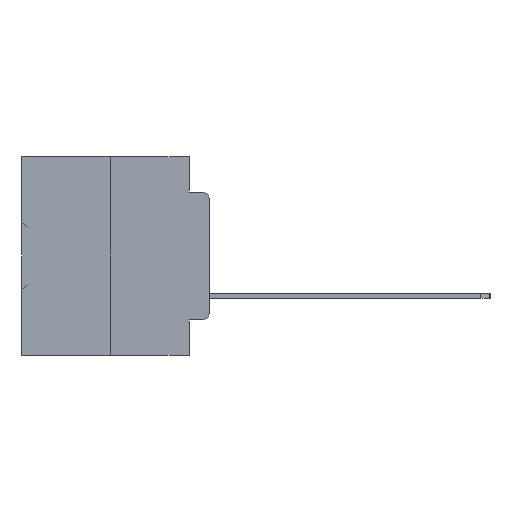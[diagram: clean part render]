
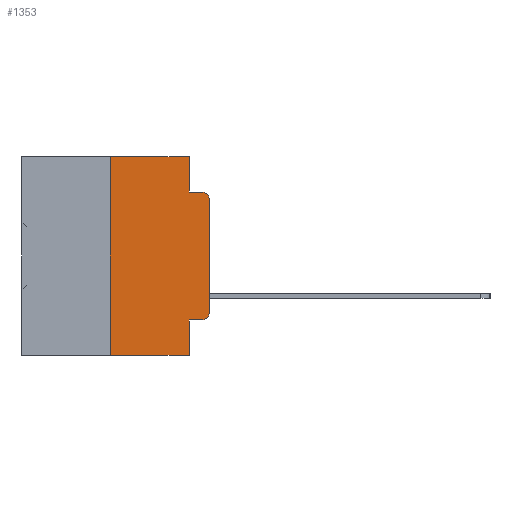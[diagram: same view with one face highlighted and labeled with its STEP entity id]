
A CAD part, left-side view. The second image highlights one B-rep face of the part: STEP entity #1353.
In plain terms, the highlighted planar face has unit normal (-1, 0, 0).
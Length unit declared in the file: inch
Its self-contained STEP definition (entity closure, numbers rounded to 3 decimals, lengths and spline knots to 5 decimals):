
#114 = ORIENTED_EDGE ( 'NONE', *, *, #10681, .T. ) ;
#876 = CARTESIAN_POINT ( 'NONE',  ( 0., 0., -0.3915 ) ) ;
#1269 = DIRECTION ( 'NONE',  ( 0., 0., 1. ) ) ;
#1353 = ADVANCED_FACE ( 'NONE', ( #25144 ), #15106, .F. ) ;
#2418 = DIRECTION ( 'NONE',  ( 0., 0., -1. ) ) ;
#2805 = EDGE_CURVE ( 'NONE', #32111, #20198, #8743, .T. ) ;
#2934 = CARTESIAN_POINT ( 'NONE',  ( 0., 0.473, 0. ) ) ;
#3039 = LINE ( 'NONE', #23981, #33624 ) ;
#3465 = VECTOR ( 'NONE', #10713, 39.37008 ) ;
#3549 = CARTESIAN_POINT ( 'NONE',  ( 0., 0.051, 0. ) ) ;
#4025 = EDGE_CURVE ( 'NONE', #20198, #5268, #35040, .T. ) ;
#4056 = VECTOR ( 'NONE', #6456, 39.37008 ) ;
#4168 = ORIENTED_EDGE ( 'NONE', *, *, #33646, .T. ) ;
#4504 = LINE ( 'NONE', #32414, #19103 ) ;
#4782 = VERTEX_POINT ( 'NONE', #19199 ) ;
#4798 = LINE ( 'NONE', #16880, #26922 ) ;
#5092 = ORIENTED_EDGE ( 'NONE', *, *, #31790, .F. ) ;
#5268 = VERTEX_POINT ( 'NONE', #15640 ) ;
#5556 = ORIENTED_EDGE ( 'NONE', *, *, #29428, .F. ) ;
#6087 = DIRECTION ( 'NONE',  ( 1., 0., 0. ) ) ;
#6295 = AXIS2_PLACEMENT_3D ( 'NONE', #10055, #30089, #13008 ) ;
#6456 = DIRECTION ( 'NONE',  ( 0., 0., -1. ) ) ;
#8000 = CARTESIAN_POINT ( 'NONE',  ( 0., 0.473, 0. ) ) ;
#8743 = CIRCLE ( 'NONE', #29699, 0.02 ) ;
#9084 = DIRECTION ( 'NONE',  ( 0., 0., -1. ) ) ;
#9735 = CARTESIAN_POINT ( 'NONE',  ( 0., 0.25, 0. ) ) ;
#10055 = CARTESIAN_POINT ( 'NONE',  ( 0., 0.02, -0.1085 ) ) ;
#10681 = EDGE_CURVE ( 'NONE', #4782, #32111, #4504, .T. ) ;
#10713 = DIRECTION ( 'NONE',  ( 0., -1., 0. ) ) ;
#11436 = VECTOR ( 'NONE', #1269, 39.37008 ) ;
#11512 = CARTESIAN_POINT ( 'NONE',  ( 0., 0.051, -0.5 ) ) ;
#11703 = VERTEX_POINT ( 'NONE', #34418 ) ;
#11956 = VECTOR ( 'NONE', #13944, 39.37008 ) ;
#12405 = DIRECTION ( 'NONE',  ( 0., -1., 0. ) ) ;
#12659 = EDGE_CURVE ( 'NONE', #4782, #22679, #4798, .T. ) ;
#13008 = DIRECTION ( 'NONE',  ( 0., 0., -1. ) ) ;
#13944 = DIRECTION ( 'NONE',  ( 0., -1., 0. ) ) ;
#14250 = ORIENTED_EDGE ( 'NONE', *, *, #4025, .T. ) ;
#14695 = VERTEX_POINT ( 'NONE', #35054 ) ;
#15106 = PLANE ( 'NONE',  #35081 ) ;
#15640 = CARTESIAN_POINT ( 'NONE',  ( 0., 0., -0.1085 ) ) ;
#16033 = VERTEX_POINT ( 'NONE', #20757 ) ;
#16292 = VERTEX_POINT ( 'NONE', #30558 ) ;
#16880 = CARTESIAN_POINT ( 'NONE',  ( 0., 0.051, 0. ) ) ;
#18448 = EDGE_CURVE ( 'NONE', #25417, #14695, #29692, .T. ) ;
#18485 = DIRECTION ( 'NONE',  ( 0., 0., 1. ) ) ;
#19103 = VECTOR ( 'NONE', #35202, 39.37008 ) ;
#19199 = CARTESIAN_POINT ( 'NONE',  ( 0., 0.051, -0.4115 ) ) ;
#19609 = DIRECTION ( 'NONE',  ( 0., 0., -1. ) ) ;
#19665 = CARTESIAN_POINT ( 'NONE',  ( 0., 0.25, -0.5 ) ) ;
#19871 = DIRECTION ( 'NONE',  ( -1., 0., 0. ) ) ;
#19879 = LINE ( 'NONE', #24977, #3465 ) ;
#20198 = VERTEX_POINT ( 'NONE', #876 ) ;
#20361 = VECTOR ( 'NONE', #18485, 39.37008 ) ;
#20445 = LINE ( 'NONE', #3549, #4056 ) ;
#20585 = ORIENTED_EDGE ( 'NONE', *, *, #31576, .T. ) ;
#20757 = CARTESIAN_POINT ( 'NONE',  ( 0., 0.051, 0. ) ) ;
#22238 = EDGE_CURVE ( 'NONE', #16033, #16292, #20445, .T. ) ;
#22360 = ORIENTED_EDGE ( 'NONE', *, *, #12659, .F. ) ;
#22679 = VERTEX_POINT ( 'NONE', #11512 ) ;
#22780 = ORIENTED_EDGE ( 'NONE', *, *, #18448, .F. ) ;
#23981 = CARTESIAN_POINT ( 'NONE',  ( 0., 0.473, -0.5 ) ) ;
#24038 = EDGE_LOOP ( 'NONE', ( #14250, #4168, #5092, #27685, #5556, #22780, #20585, #22360, #114, #31729 ) ) ;
#24977 = CARTESIAN_POINT ( 'NONE',  ( 0., 0.051, -0.0885 ) ) ;
#25144 = FACE_OUTER_BOUND ( 'NONE', #24038, .T. ) ;
#25417 = VERTEX_POINT ( 'NONE', #19665 ) ;
#26922 = VECTOR ( 'NONE', #19609, 39.37008 ) ;
#27158 = LINE ( 'NONE', #8000, #11956 ) ;
#27685 = ORIENTED_EDGE ( 'NONE', *, *, #22238, .F. ) ;
#28476 = CARTESIAN_POINT ( 'NONE',  ( 0., 0.02, -0.4115 ) ) ;
#29428 = EDGE_CURVE ( 'NONE', #14695, #16033, #27158, .T. ) ;
#29692 = LINE ( 'NONE', #9735, #20361 ) ;
#29699 = AXIS2_PLACEMENT_3D ( 'NONE', #36792, #19871, #2418 ) ;
#30040 = CARTESIAN_POINT ( 'NONE',  ( 0., 0., 0. ) ) ;
#30089 = DIRECTION ( 'NONE',  ( -1., 0., 0. ) ) ;
#30266 = CIRCLE ( 'NONE', #6295, 0.02 ) ;
#30558 = CARTESIAN_POINT ( 'NONE',  ( 0., 0.051, -0.0885 ) ) ;
#31576 = EDGE_CURVE ( 'NONE', #25417, #22679, #3039, .T. ) ;
#31729 = ORIENTED_EDGE ( 'NONE', *, *, #2805, .T. ) ;
#31790 = EDGE_CURVE ( 'NONE', #16292, #11703, #19879, .T. ) ;
#32111 = VERTEX_POINT ( 'NONE', #28476 ) ;
#32414 = CARTESIAN_POINT ( 'NONE',  ( 0., 0.051, -0.4115 ) ) ;
#33624 = VECTOR ( 'NONE', #12405, 39.37008 ) ;
#33646 = EDGE_CURVE ( 'NONE', #5268, #11703, #30266, .T. ) ;
#34418 = CARTESIAN_POINT ( 'NONE',  ( 0., 0.02, -0.0885 ) ) ;
#35040 = LINE ( 'NONE', #30040, #11436 ) ;
#35054 = CARTESIAN_POINT ( 'NONE',  ( 0., 0.25, 0. ) ) ;
#35081 = AXIS2_PLACEMENT_3D ( 'NONE', #2934, #6087, #9084 ) ;
#35202 = DIRECTION ( 'NONE',  ( 0., -1., 0. ) ) ;
#36792 = CARTESIAN_POINT ( 'NONE',  ( 0., 0.02, -0.3915 ) ) ;
